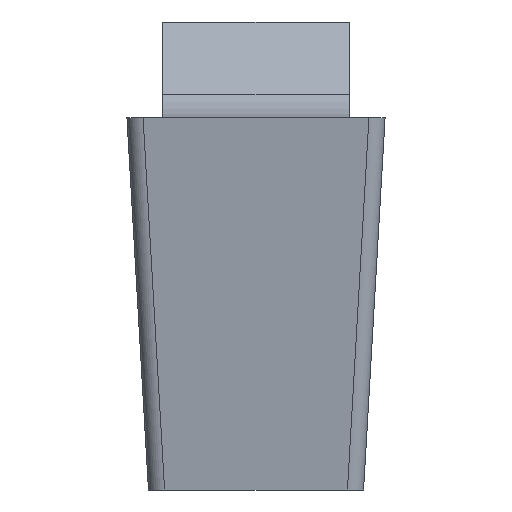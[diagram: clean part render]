
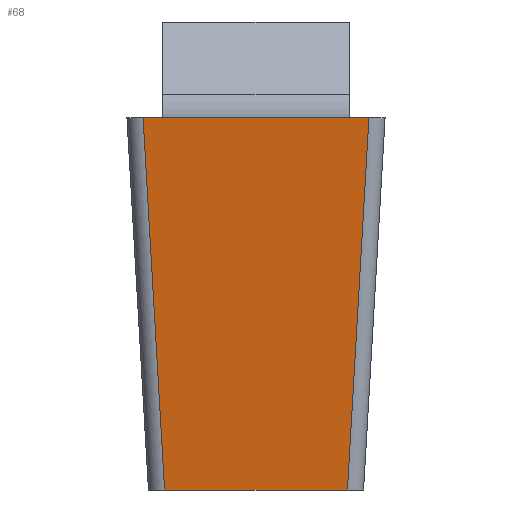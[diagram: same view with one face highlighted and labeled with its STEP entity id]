
A CAD part, front view. The second image highlights one B-rep face of the part: STEP entity #68.
In plain terms, the highlighted planar face has unit normal (0, -0.993, -0.122).
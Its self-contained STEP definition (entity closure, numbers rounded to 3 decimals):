
#68=ADVANCED_FACE('HEAD_NEUTRAL_UDF_SU2',(#104),#84,.F.);
#84=PLANE('',#503);
#104=FACE_OUTER_BOUND('',#126,.T.);
#126=EDGE_LOOP('',(#245,#246,#247,#248));
#245=ORIENTED_EDGE('',*,*,#322,.T.);
#246=ORIENTED_EDGE('',*,*,#355,.T.);
#247=ORIENTED_EDGE('',*,*,#344,.F.);
#248=ORIENTED_EDGE('',*,*,#356,.T.);
#281=VERTEX_POINT('',#706);
#282=VERTEX_POINT('',#708);
#292=VERTEX_POINT('',#754);
#293=VERTEX_POINT('',#756);
#322=EDGE_CURVE('',#282,#281,#374,.T.);
#344=EDGE_CURVE('',#292,#293,#388,.T.);
#355=EDGE_CURVE('',#281,#293,#395,.T.);
#356=EDGE_CURVE('',#292,#282,#396,.T.);
#374=LINE('',#707,#414);
#388=LINE('',#755,#428);
#395=LINE('',#809,#435);
#396=LINE('',#810,#436);
#414=VECTOR('',#543,1.);
#428=VECTOR('',#587,1.);
#435=VECTOR('',#608,1.);
#436=VECTOR('',#609,1.);
#503=AXIS2_PLACEMENT_3D('',#811,#610,#611);
#543=DIRECTION('',(1.,0.,0.));
#587=DIRECTION('',(1.,0.,0.));
#608=DIRECTION('',(0.057,-0.122,0.991));
#609=DIRECTION('',(0.057,0.122,-0.991));
#610=DIRECTION('',(0.,0.993,0.122));
#611=DIRECTION('',(-0.057,0.122,-0.991));
#706=CARTESIAN_POINT('',(1.126,0.263,-4.582));
#707=CARTESIAN_POINT('',(0.,0.263,-4.582));
#708=CARTESIAN_POINT('',(-1.126,0.263,-4.582));
#754=CARTESIAN_POINT('',(-1.391,-0.3,0.));
#755=CARTESIAN_POINT('',(0.,-0.3,0.));
#756=CARTESIAN_POINT('',(1.391,-0.3,0.));
#809=CARTESIAN_POINT('',(1.259,-0.02,-2.279));
#810=CARTESIAN_POINT('',(-1.25,0.,-2.446));
#811=CARTESIAN_POINT('',(1.466,-0.019,-2.291));
